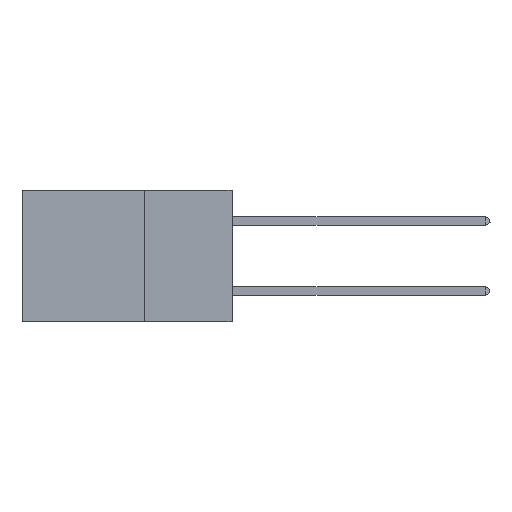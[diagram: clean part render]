
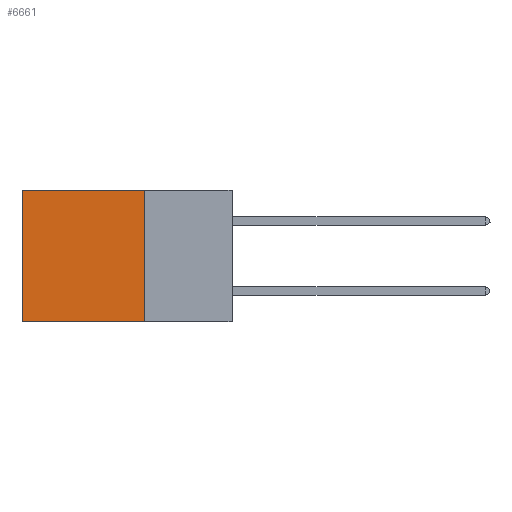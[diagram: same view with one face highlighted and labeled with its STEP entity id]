
A CAD part, left-side view. The second image highlights one B-rep face of the part: STEP entity #6661.
In plain terms, the highlighted planar face has unit normal (-1, 0, 0).
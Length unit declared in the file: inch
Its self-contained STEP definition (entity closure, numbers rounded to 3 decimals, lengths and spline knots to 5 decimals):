
#501 = LINE ( 'NONE', #4943, #4084 ) ;
#1468 = DIRECTION ( 'NONE',  ( 0., 1., 0. ) ) ;
#1530 = ORIENTED_EDGE ( 'NONE', *, *, #4602, .F. ) ;
#1663 = CARTESIAN_POINT ( 'NONE',  ( 0.2875, 0.25, -0.375 ) ) ;
#2352 = ORIENTED_EDGE ( 'NONE', *, *, #10809, .T. ) ;
#2442 = CARTESIAN_POINT ( 'NONE',  ( 0.2875, 0.25, 0. ) ) ;
#2469 = VERTEX_POINT ( 'NONE', #5801 ) ;
#2857 = CARTESIAN_POINT ( 'NONE',  ( 0.2875, 0.25, 0. ) ) ;
#4084 = VECTOR ( 'NONE', #8986, 39.37008 ) ;
#4602 = EDGE_CURVE ( 'NONE', #5335, #2469, #7596, .T. ) ;
#4834 = VERTEX_POINT ( 'NONE', #2857 ) ;
#4943 = CARTESIAN_POINT ( 'NONE',  ( 0.2875, 0.25, -0.375 ) ) ;
#4972 = VECTOR ( 'NONE', #9537, 39.37008 ) ;
#5302 = FACE_OUTER_BOUND ( 'NONE', #11080, .T. ) ;
#5335 = VERTEX_POINT ( 'NONE', #1663 ) ;
#5801 = CARTESIAN_POINT ( 'NONE',  ( 0.2875, 0.6, -0.375 ) ) ;
#6277 = LINE ( 'NONE', #11612, #4972 ) ;
#6661 = ADVANCED_FACE ( 'NONE', ( #5302 ), #13618, .F. ) ;
#7113 = ORIENTED_EDGE ( 'NONE', *, *, #10784, .F. ) ;
#7394 = DIRECTION ( 'NONE',  ( 1., 0., 0. ) ) ;
#7596 = LINE ( 'NONE', #11619, #11677 ) ;
#8434 = ORIENTED_EDGE ( 'NONE', *, *, #9988, .T. ) ;
#8731 = CARTESIAN_POINT ( 'NONE',  ( 0.2875, 0.6, 0. ) ) ;
#8986 = DIRECTION ( 'NONE',  ( 0., 0., -1. ) ) ;
#9412 = CARTESIAN_POINT ( 'NONE',  ( 0.2875, 0.25, -0.375 ) ) ;
#9537 = DIRECTION ( 'NONE',  ( 0., 0., -1. ) ) ;
#9679 = DIRECTION ( 'NONE',  ( 0., 1., 0. ) ) ;
#9988 = EDGE_CURVE ( 'NONE', #4834, #13327, #10968, .T. ) ;
#10784 = EDGE_CURVE ( 'NONE', #4834, #5335, #501, .T. ) ;
#10809 = EDGE_CURVE ( 'NONE', #13327, #2469, #6277, .T. ) ;
#10968 = LINE ( 'NONE', #2442, #13145 ) ;
#11080 = EDGE_LOOP ( 'NONE', ( #2352, #1530, #7113, #8434 ) ) ;
#11612 = CARTESIAN_POINT ( 'NONE',  ( 0.2875, 0.6, -0.375 ) ) ;
#11619 = CARTESIAN_POINT ( 'NONE',  ( 0.2875, 0.25, -0.375 ) ) ;
#11677 = VECTOR ( 'NONE', #9679, 39.37008 ) ;
#11999 = AXIS2_PLACEMENT_3D ( 'NONE', #9412, #7394, #12711 ) ;
#12711 = DIRECTION ( 'NONE',  ( 0., 0., -1. ) ) ;
#13145 = VECTOR ( 'NONE', #1468, 39.37008 ) ;
#13327 = VERTEX_POINT ( 'NONE', #8731 ) ;
#13618 = PLANE ( 'NONE',  #11999 ) ;
